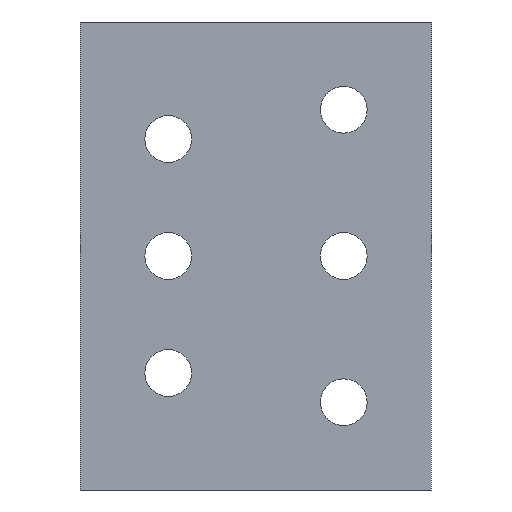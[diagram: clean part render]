
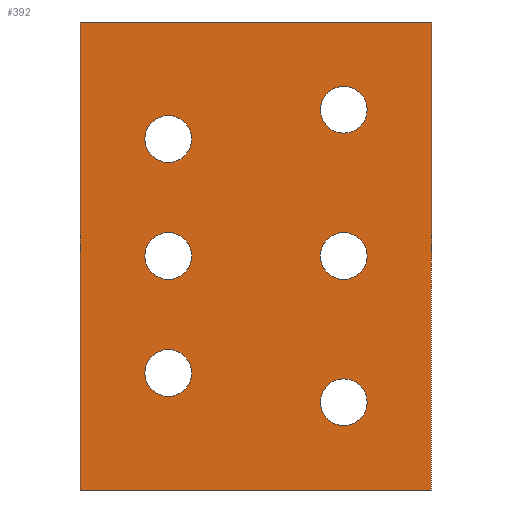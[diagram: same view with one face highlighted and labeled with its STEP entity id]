
A CAD part, front view. The second image highlights one B-rep face of the part: STEP entity #392.
In plain terms, the highlighted planar face has unit normal (0, -1, 0).
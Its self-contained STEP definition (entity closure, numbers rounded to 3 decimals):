
#6 = DIRECTION ( 'NONE',  ( 0., 0., 1. ) ) ;
#7 = EDGE_LOOP ( 'NONE', ( #245, #462 ) ) ;
#9 = CARTESIAN_POINT ( 'NONE',  ( -7.5, 0., 10. ) ) ;
#15 = DIRECTION ( 'NONE',  ( 0., 0., 1. ) ) ;
#18 = CARTESIAN_POINT ( 'NONE',  ( 7.5, 0., 14.5 ) ) ;
#21 = AXIS2_PLACEMENT_3D ( 'NONE', #161, #373, #264 ) ;
#24 = DIRECTION ( 'NONE',  ( 0., 1., 0. ) ) ;
#30 = CIRCLE ( 'NONE', #385, 2. ) ;
#32 = AXIS2_PLACEMENT_3D ( 'NONE', #124, #544, #15 ) ;
#39 = VERTEX_POINT ( 'NONE', #267 ) ;
#40 = CARTESIAN_POINT ( 'NONE',  ( 15., 0., 20. ) ) ;
#41 = CARTESIAN_POINT ( 'NONE',  ( -7.5, 0., -10. ) ) ;
#47 = AXIS2_PLACEMENT_3D ( 'NONE', #643, #127, #6 ) ;
#53 = AXIS2_PLACEMENT_3D ( 'NONE', #295, #71, #400 ) ;
#57 = AXIS2_PLACEMENT_3D ( 'NONE', #41, #420, #208 ) ;
#60 = ORIENTED_EDGE ( 'NONE', *, *, #233, .T. ) ;
#61 = CIRCLE ( 'NONE', #87, 2. ) ;
#65 = EDGE_LOOP ( 'NONE', ( #565, #548 ) ) ;
#71 = DIRECTION ( 'NONE',  ( 0., 1., 0. ) ) ;
#73 = CARTESIAN_POINT ( 'NONE',  ( 7.5, 0., -2. ) ) ;
#74 = EDGE_CURVE ( 'NONE', #387, #594, #226, .T. ) ;
#75 = CIRCLE ( 'NONE', #156, 2. ) ;
#77 = CIRCLE ( 'NONE', #238, 2. ) ;
#80 = DIRECTION ( 'NONE',  ( 0., 0., 1. ) ) ;
#81 = ORIENTED_EDGE ( 'NONE', *, *, #560, .T. ) ;
#83 = CARTESIAN_POINT ( 'NONE',  ( 7.5, 0., 10.5 ) ) ;
#87 = AXIS2_PLACEMENT_3D ( 'NONE', #194, #553, #80 ) ;
#88 = LINE ( 'NONE', #345, #317 ) ;
#89 = CARTESIAN_POINT ( 'NONE',  ( -7.5, 0., -10. ) ) ;
#90 = VECTOR ( 'NONE', #142, 1000. ) ;
#92 = EDGE_CURVE ( 'NONE', #391, #380, #175, .T. ) ;
#104 = AXIS2_PLACEMENT_3D ( 'NONE', #299, #24, #198 ) ;
#105 = FACE_BOUND ( 'NONE', #342, .T. ) ;
#112 = VERTEX_POINT ( 'NONE', #335 ) ;
#124 = CARTESIAN_POINT ( 'NONE',  ( -7.5, 0., 10. ) ) ;
#127 = DIRECTION ( 'NONE',  ( 0., 1., 0. ) ) ;
#130 = EDGE_CURVE ( 'NONE', #112, #391, #244, .T. ) ;
#131 = CIRCLE ( 'NONE', #21, 2. ) ;
#132 = PLANE ( 'NONE',  #104 ) ;
#142 = DIRECTION ( 'NONE',  ( -1., 0., 0. ) ) ;
#154 = VERTEX_POINT ( 'NONE', #40 ) ;
#156 = AXIS2_PLACEMENT_3D ( 'NONE', #515, #518, #562 ) ;
#157 = VECTOR ( 'NONE', #640, 1000. ) ;
#159 = DIRECTION ( 'NONE',  ( 0., 0., 1. ) ) ;
#161 = CARTESIAN_POINT ( 'NONE',  ( 7.5, 0., 0. ) ) ;
#162 = EDGE_LOOP ( 'NONE', ( #467, #214 ) ) ;
#165 = EDGE_CURVE ( 'NONE', #430, #212, #77, .T. ) ;
#172 = DIRECTION ( 'NONE',  ( 0., 0., 1. ) ) ;
#175 = LINE ( 'NONE', #585, #157 ) ;
#177 = EDGE_LOOP ( 'NONE', ( #399, #81 ) ) ;
#194 = CARTESIAN_POINT ( 'NONE',  ( 7.5, 0., 12.5 ) ) ;
#197 = VERTEX_POINT ( 'NONE', #347 ) ;
#198 = DIRECTION ( 'NONE',  ( 0., 0., 1. ) ) ;
#204 = EDGE_CURVE ( 'NONE', #594, #387, #131, .T. ) ;
#208 = DIRECTION ( 'NONE',  ( 0., 0., 1. ) ) ;
#210 = CIRCLE ( 'NONE', #475, 2. ) ;
#212 = VERTEX_POINT ( 'NONE', #516 ) ;
#214 = ORIENTED_EDGE ( 'NONE', *, *, #266, .T. ) ;
#216 = EDGE_CURVE ( 'NONE', #212, #430, #395, .T. ) ;
#219 = DIRECTION ( 'NONE',  ( 0., 0., 1. ) ) ;
#224 = ORIENTED_EDGE ( 'NONE', *, *, #376, .T. ) ;
#226 = CIRCLE ( 'NONE', #47, 2. ) ;
#227 = DIRECTION ( 'NONE',  ( 0., 1., 0. ) ) ;
#233 = EDGE_CURVE ( 'NONE', #482, #197, #384, .T. ) ;
#234 = CARTESIAN_POINT ( 'NONE',  ( -7.5, 0., -2. ) ) ;
#238 = AXIS2_PLACEMENT_3D ( 'NONE', #89, #510, #308 ) ;
#241 = VERTEX_POINT ( 'NONE', #582 ) ;
#243 = VECTOR ( 'NONE', #587, 1000. ) ;
#244 = LINE ( 'NONE', #406, #90 ) ;
#245 = ORIENTED_EDGE ( 'NONE', *, *, #165, .T. ) ;
#246 = FACE_OUTER_BOUND ( 'NONE', #517, .T. ) ;
#258 = DIRECTION ( 'NONE',  ( 0., 1., 0. ) ) ;
#264 = DIRECTION ( 'NONE',  ( 0., 0., 1. ) ) ;
#266 = EDGE_CURVE ( 'NONE', #500, #305, #30, .T. ) ;
#267 = CARTESIAN_POINT ( 'NONE',  ( -7.5, 0., 12. ) ) ;
#271 = CIRCLE ( 'NONE', #366, 2. ) ;
#280 = CIRCLE ( 'NONE', #53, 2. ) ;
#282 = CARTESIAN_POINT ( 'NONE',  ( 7.5, 0., -14.5 ) ) ;
#285 = DIRECTION ( 'NONE',  ( 0., 0., -1. ) ) ;
#286 = DIRECTION ( 'NONE',  ( 0., 0., 1. ) ) ;
#289 = EDGE_LOOP ( 'NONE', ( #622, #224 ) ) ;
#295 = CARTESIAN_POINT ( 'NONE',  ( 7.5, 0., -12.5 ) ) ;
#299 = CARTESIAN_POINT ( 'NONE',  ( 0., 0., 0. ) ) ;
#305 = VERTEX_POINT ( 'NONE', #234 ) ;
#308 = DIRECTION ( 'NONE',  ( 0., 0., 1. ) ) ;
#310 = FACE_BOUND ( 'NONE', #289, .T. ) ;
#312 = LINE ( 'NONE', #483, #243 ) ;
#315 = EDGE_CURVE ( 'NONE', #241, #39, #332, .T. ) ;
#317 = VECTOR ( 'NONE', #285, 1000. ) ;
#322 = VERTEX_POINT ( 'NONE', #18 ) ;
#330 = FACE_BOUND ( 'NONE', #7, .T. ) ;
#332 = CIRCLE ( 'NONE', #32, 2. ) ;
#335 = CARTESIAN_POINT ( 'NONE',  ( 15., 0., -20. ) ) ;
#342 = EDGE_LOOP ( 'NONE', ( #60, #371 ) ) ;
#345 = CARTESIAN_POINT ( 'NONE',  ( 15., 0., -20. ) ) ;
#347 = CARTESIAN_POINT ( 'NONE',  ( 7.5, 0., -10.5 ) ) ;
#348 = EDGE_CURVE ( 'NONE', #380, #154, #312, .T. ) ;
#352 = ORIENTED_EDGE ( 'NONE', *, *, #92, .F. ) ;
#363 = FACE_BOUND ( 'NONE', #162, .T. ) ;
#366 = AXIS2_PLACEMENT_3D ( 'NONE', #460, #258, #159 ) ;
#371 = ORIENTED_EDGE ( 'NONE', *, *, #528, .T. ) ;
#373 = DIRECTION ( 'NONE',  ( 0., 1., 0. ) ) ;
#376 = EDGE_CURVE ( 'NONE', #39, #241, #210, .T. ) ;
#380 = VERTEX_POINT ( 'NONE', #644 ) ;
#384 = CIRCLE ( 'NONE', #573, 2. ) ;
#385 = AXIS2_PLACEMENT_3D ( 'NONE', #680, #468, #172 ) ;
#387 = VERTEX_POINT ( 'NONE', #489 ) ;
#389 = ORIENTED_EDGE ( 'NONE', *, *, #490, .F. ) ;
#391 = VERTEX_POINT ( 'NONE', #598 ) ;
#392 = ADVANCED_FACE ( 'NONE', ( #246, #105, #363, #411, #310, #330, #442 ), #132, .F. ) ;
#395 = CIRCLE ( 'NONE', #57, 2. ) ;
#399 = ORIENTED_EDGE ( 'NONE', *, *, #601, .T. ) ;
#400 = DIRECTION ( 'NONE',  ( 0., 0., 1. ) ) ;
#406 = CARTESIAN_POINT ( 'NONE',  ( -15., 0., -20. ) ) ;
#411 = FACE_BOUND ( 'NONE', #177, .T. ) ;
#420 = DIRECTION ( 'NONE',  ( 0., 1., 0. ) ) ;
#427 = CARTESIAN_POINT ( 'NONE',  ( 7.5, 0., -12.5 ) ) ;
#430 = VERTEX_POINT ( 'NONE', #441 ) ;
#441 = CARTESIAN_POINT ( 'NONE',  ( -7.5, 0., -12. ) ) ;
#442 = FACE_BOUND ( 'NONE', #65, .T. ) ;
#444 = EDGE_CURVE ( 'NONE', #305, #500, #271, .T. ) ;
#460 = CARTESIAN_POINT ( 'NONE',  ( -7.5, 0., 0. ) ) ;
#462 = ORIENTED_EDGE ( 'NONE', *, *, #216, .T. ) ;
#467 = ORIENTED_EDGE ( 'NONE', *, *, #444, .T. ) ;
#468 = DIRECTION ( 'NONE',  ( 0., 1., 0. ) ) ;
#473 = DIRECTION ( 'NONE',  ( 0., 1., 0. ) ) ;
#475 = AXIS2_PLACEMENT_3D ( 'NONE', #9, #227, #286 ) ;
#482 = VERTEX_POINT ( 'NONE', #282 ) ;
#483 = CARTESIAN_POINT ( 'NONE',  ( -15., 0., 20. ) ) ;
#489 = CARTESIAN_POINT ( 'NONE',  ( 7.5, 0., 2. ) ) ;
#490 = EDGE_CURVE ( 'NONE', #154, #112, #88, .T. ) ;
#497 = ORIENTED_EDGE ( 'NONE', *, *, #348, .F. ) ;
#500 = VERTEX_POINT ( 'NONE', #542 ) ;
#510 = DIRECTION ( 'NONE',  ( 0., 1., 0. ) ) ;
#515 = CARTESIAN_POINT ( 'NONE',  ( 7.5, 0., 12.5 ) ) ;
#516 = CARTESIAN_POINT ( 'NONE',  ( -7.5, 0., -8. ) ) ;
#517 = EDGE_LOOP ( 'NONE', ( #352, #579, #389, #497 ) ) ;
#518 = DIRECTION ( 'NONE',  ( 0., 1., 0. ) ) ;
#528 = EDGE_CURVE ( 'NONE', #197, #482, #280, .T. ) ;
#542 = CARTESIAN_POINT ( 'NONE',  ( -7.5, 0., 2. ) ) ;
#544 = DIRECTION ( 'NONE',  ( 0., 1., 0. ) ) ;
#548 = ORIENTED_EDGE ( 'NONE', *, *, #74, .T. ) ;
#553 = DIRECTION ( 'NONE',  ( 0., 1., 0. ) ) ;
#560 = EDGE_CURVE ( 'NONE', #322, #597, #61, .T. ) ;
#562 = DIRECTION ( 'NONE',  ( 0., 0., 1. ) ) ;
#565 = ORIENTED_EDGE ( 'NONE', *, *, #204, .T. ) ;
#573 = AXIS2_PLACEMENT_3D ( 'NONE', #427, #473, #219 ) ;
#579 = ORIENTED_EDGE ( 'NONE', *, *, #130, .F. ) ;
#582 = CARTESIAN_POINT ( 'NONE',  ( -7.5, 0., 8. ) ) ;
#585 = CARTESIAN_POINT ( 'NONE',  ( -15., 0., -20. ) ) ;
#587 = DIRECTION ( 'NONE',  ( 1., 0., 0. ) ) ;
#594 = VERTEX_POINT ( 'NONE', #73 ) ;
#597 = VERTEX_POINT ( 'NONE', #83 ) ;
#598 = CARTESIAN_POINT ( 'NONE',  ( -15., 0., -20. ) ) ;
#601 = EDGE_CURVE ( 'NONE', #597, #322, #75, .T. ) ;
#622 = ORIENTED_EDGE ( 'NONE', *, *, #315, .T. ) ;
#640 = DIRECTION ( 'NONE',  ( 0., 0., 1. ) ) ;
#643 = CARTESIAN_POINT ( 'NONE',  ( 7.5, 0., 0. ) ) ;
#644 = CARTESIAN_POINT ( 'NONE',  ( -15., 0., 20. ) ) ;
#680 = CARTESIAN_POINT ( 'NONE',  ( -7.5, 0., 0. ) ) ;
